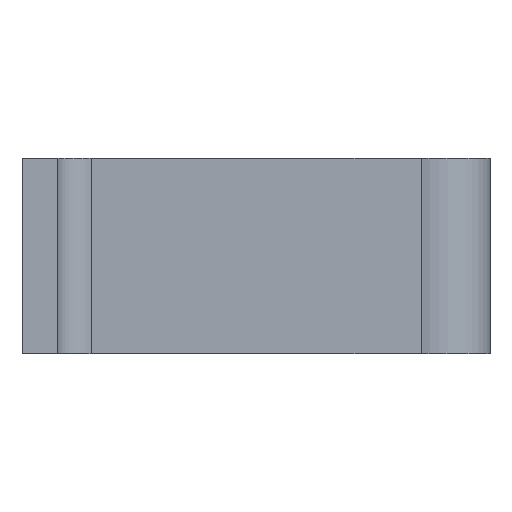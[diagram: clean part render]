
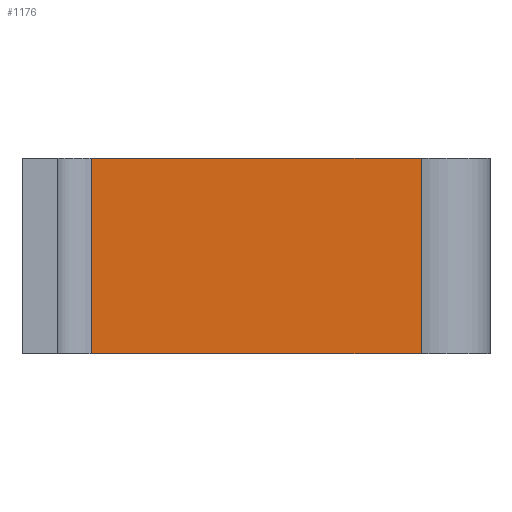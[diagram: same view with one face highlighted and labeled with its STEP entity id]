
A CAD part, front view. The second image highlights one B-rep face of the part: STEP entity #1176.
In plain terms, the highlighted planar face has unit normal (0, -1, 0).
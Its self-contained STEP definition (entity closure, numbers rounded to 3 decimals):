
#103 = PLANE('',#104);
#104 = AXIS2_PLACEMENT_3D('',#105,#106,#107);
#105 = CARTESIAN_POINT('',(40.822,-144.108,16.));
#106 = DIRECTION('',(0.,0.,1.));
#107 = DIRECTION('',(1.,0.,0.));
#157 = PLANE('',#158);
#158 = AXIS2_PLACEMENT_3D('',#159,#160,#161);
#159 = CARTESIAN_POINT('',(40.822,-144.108,6.));
#160 = DIRECTION('',(0.,0.,1.));
#161 = DIRECTION('',(1.,0.,0.));
#303 = EDGE_CURVE('',#304,#306,#308,.T.);
#304 = VERTEX_POINT('',#305);
#305 = CARTESIAN_POINT('',(46.272,-166.8,6.));
#306 = VERTEX_POINT('',#307);
#307 = CARTESIAN_POINT('',(29.35,-166.8,6.));
#308 = SURFACE_CURVE('',#309,(#313,#320),.PCURVE_S1.);
#309 = LINE('',#310,#311);
#310 = CARTESIAN_POINT('',(46.272,-166.8,6.));
#311 = VECTOR('',#312,1.);
#312 = DIRECTION('',(-1.,0.,0.));
#313 = PCURVE('',#157,#314);
#314 = DEFINITIONAL_REPRESENTATION('',(#315),#319);
#315 = LINE('',#316,#317);
#316 = CARTESIAN_POINT('',(5.45,-22.692));
#317 = VECTOR('',#318,1.);
#318 = DIRECTION('',(-1.,0.));
#319 = ( GEOMETRIC_REPRESENTATION_CONTEXT(2) 
PARAMETRIC_REPRESENTATION_CONTEXT() REPRESENTATION_CONTEXT('2D SPACE',''
  ) );
#320 = PCURVE('',#321,#326);
#321 = PLANE('',#322);
#322 = AXIS2_PLACEMENT_3D('',#323,#324,#325);
#323 = CARTESIAN_POINT('',(46.272,-166.8,6.));
#324 = DIRECTION('',(0.,-1.,0.));
#325 = DIRECTION('',(-1.,0.,0.));
#326 = DEFINITIONAL_REPRESENTATION('',(#327),#331);
#327 = LINE('',#328,#329);
#328 = CARTESIAN_POINT('',(0.,-0.));
#329 = VECTOR('',#330,1.);
#330 = DIRECTION('',(1.,0.));
#331 = ( GEOMETRIC_REPRESENTATION_CONTEXT(2) 
PARAMETRIC_REPRESENTATION_CONTEXT() REPRESENTATION_CONTEXT('2D SPACE',''
  ) );
#350 = CYLINDRICAL_SURFACE('',#351,1.75);
#351 = AXIS2_PLACEMENT_3D('',#352,#353,#354);
#352 = CARTESIAN_POINT('',(29.35,-168.55,6.));
#353 = DIRECTION('',(-0.,-0.,-1.));
#354 = DIRECTION('',(1.,0.,0.));
#705 = CYLINDRICAL_SURFACE('',#706,2.8);
#706 = AXIS2_PLACEMENT_3D('',#707,#708,#709);
#707 = CARTESIAN_POINT('',(47.,-164.096,6.));
#708 = DIRECTION('',(-0.,-0.,-1.));
#709 = DIRECTION('',(1.,0.,0.));
#720 = EDGE_CURVE('',#721,#723,#725,.T.);
#721 = VERTEX_POINT('',#722);
#722 = CARTESIAN_POINT('',(46.272,-166.8,16.));
#723 = VERTEX_POINT('',#724);
#724 = CARTESIAN_POINT('',(29.35,-166.8,16.));
#725 = SURFACE_CURVE('',#726,(#730,#737),.PCURVE_S1.);
#726 = LINE('',#727,#728);
#727 = CARTESIAN_POINT('',(46.272,-166.8,16.));
#728 = VECTOR('',#729,1.);
#729 = DIRECTION('',(-1.,0.,0.));
#730 = PCURVE('',#103,#731);
#731 = DEFINITIONAL_REPRESENTATION('',(#732),#736);
#732 = LINE('',#733,#734);
#733 = CARTESIAN_POINT('',(5.45,-22.692));
#734 = VECTOR('',#735,1.);
#735 = DIRECTION('',(-1.,0.));
#736 = ( GEOMETRIC_REPRESENTATION_CONTEXT(2) 
PARAMETRIC_REPRESENTATION_CONTEXT() REPRESENTATION_CONTEXT('2D SPACE',''
  ) );
#737 = PCURVE('',#321,#738);
#738 = DEFINITIONAL_REPRESENTATION('',(#739),#743);
#739 = LINE('',#740,#741);
#740 = CARTESIAN_POINT('',(0.,-10.));
#741 = VECTOR('',#742,1.);
#742 = DIRECTION('',(1.,0.));
#743 = ( GEOMETRIC_REPRESENTATION_CONTEXT(2) 
PARAMETRIC_REPRESENTATION_CONTEXT() REPRESENTATION_CONTEXT('2D SPACE',''
  ) );
#1176 = ADVANCED_FACE('',(#1177),#321,.T.);
#1177 = FACE_BOUND('',#1178,.T.);
#1178 = EDGE_LOOP('',(#1179,#1200,#1201,#1222));
#1179 = ORIENTED_EDGE('',*,*,#1180,.T.);
#1180 = EDGE_CURVE('',#304,#721,#1181,.T.);
#1181 = SURFACE_CURVE('',#1182,(#1186,#1193),.PCURVE_S1.);
#1182 = LINE('',#1183,#1184);
#1183 = CARTESIAN_POINT('',(46.272,-166.8,6.));
#1184 = VECTOR('',#1185,1.);
#1185 = DIRECTION('',(0.,0.,1.));
#1186 = PCURVE('',#321,#1187);
#1187 = DEFINITIONAL_REPRESENTATION('',(#1188),#1192);
#1188 = LINE('',#1189,#1190);
#1189 = CARTESIAN_POINT('',(0.,-0.));
#1190 = VECTOR('',#1191,1.);
#1191 = DIRECTION('',(0.,-1.));
#1192 = ( GEOMETRIC_REPRESENTATION_CONTEXT(2) 
PARAMETRIC_REPRESENTATION_CONTEXT() REPRESENTATION_CONTEXT('2D SPACE',''
  ) );
#1193 = PCURVE('',#705,#1194);
#1194 = DEFINITIONAL_REPRESENTATION('',(#1195),#1199);
#1195 = LINE('',#1196,#1197);
#1196 = CARTESIAN_POINT('',(-4.449,0.));
#1197 = VECTOR('',#1198,1.);
#1198 = DIRECTION('',(-0.,-1.));
#1199 = ( GEOMETRIC_REPRESENTATION_CONTEXT(2) 
PARAMETRIC_REPRESENTATION_CONTEXT() REPRESENTATION_CONTEXT('2D SPACE',''
  ) );
#1200 = ORIENTED_EDGE('',*,*,#720,.T.);
#1201 = ORIENTED_EDGE('',*,*,#1202,.F.);
#1202 = EDGE_CURVE('',#306,#723,#1203,.T.);
#1203 = SURFACE_CURVE('',#1204,(#1208,#1215),.PCURVE_S1.);
#1204 = LINE('',#1205,#1206);
#1205 = CARTESIAN_POINT('',(29.35,-166.8,6.));
#1206 = VECTOR('',#1207,1.);
#1207 = DIRECTION('',(0.,0.,1.));
#1208 = PCURVE('',#321,#1209);
#1209 = DEFINITIONAL_REPRESENTATION('',(#1210),#1214);
#1210 = LINE('',#1211,#1212);
#1211 = CARTESIAN_POINT('',(16.922,0.));
#1212 = VECTOR('',#1213,1.);
#1213 = DIRECTION('',(0.,-1.));
#1214 = ( GEOMETRIC_REPRESENTATION_CONTEXT(2) 
PARAMETRIC_REPRESENTATION_CONTEXT() REPRESENTATION_CONTEXT('2D SPACE',''
  ) );
#1215 = PCURVE('',#350,#1216);
#1216 = DEFINITIONAL_REPRESENTATION('',(#1217),#1221);
#1217 = LINE('',#1218,#1219);
#1218 = CARTESIAN_POINT('',(-1.571,0.));
#1219 = VECTOR('',#1220,1.);
#1220 = DIRECTION('',(-0.,-1.));
#1221 = ( GEOMETRIC_REPRESENTATION_CONTEXT(2) 
PARAMETRIC_REPRESENTATION_CONTEXT() REPRESENTATION_CONTEXT('2D SPACE',''
  ) );
#1222 = ORIENTED_EDGE('',*,*,#303,.F.);
